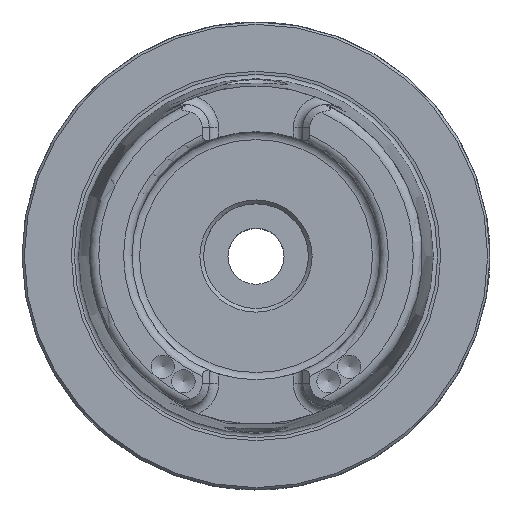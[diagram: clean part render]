
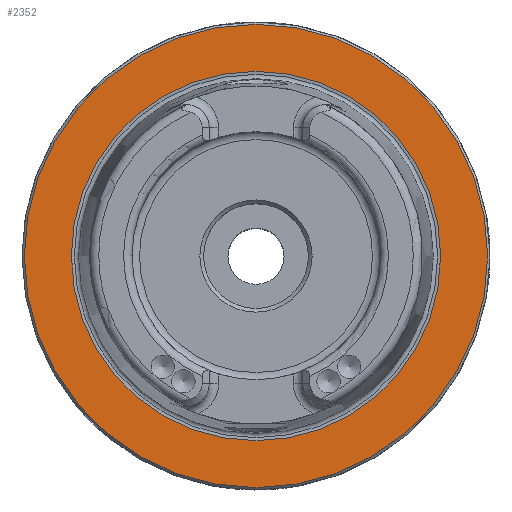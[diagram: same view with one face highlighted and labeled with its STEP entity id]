
A CAD part, top view. The second image highlights one B-rep face of the part: STEP entity #2352.
In plain terms, the highlighted planar face has unit normal (0, 0, 1).
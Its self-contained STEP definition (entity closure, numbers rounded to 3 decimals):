
#355=PLANE('',#2642);
#736=ORIENTED_EDGE('',*,*,#1167,.T.);
#737=ORIENTED_EDGE('',*,*,#1166,.F.);
#1166=EDGE_CURVE('',#1437,#1437,#1634,.T.);
#1167=EDGE_CURVE('',#1438,#1438,#1635,.T.);
#1437=VERTEX_POINT('',#4166);
#1438=VERTEX_POINT('',#4169);
#1634=CIRCLE('',#2641,39.461);
#1635=CIRCLE('',#2643,49.5);
#1871=EDGE_LOOP('',(#736));
#1872=EDGE_LOOP('',(#737));
#2131=FACE_BOUND('',#1871,.T.);
#2132=FACE_BOUND('',#1872,.T.);
#2352=ADVANCED_FACE('',(#2131,#2132),#355,.T.);
#2641=AXIS2_PLACEMENT_3D('',#4165,#3219,#3220);
#2642=AXIS2_PLACEMENT_3D('',#4167,#3221,#3222);
#2643=AXIS2_PLACEMENT_3D('',#4168,#3223,#3224);
#3219=DIRECTION('',(0.,0.,1.));
#3220=DIRECTION('',(1.,0.,0.));
#3221=DIRECTION('',(0.,0.,1.));
#3222=DIRECTION('',(1.,0.,0.));
#3223=DIRECTION('',(0.,0.,1.));
#3224=DIRECTION('',(1.,0.,0.));
#4165=CARTESIAN_POINT('',(0.,0.,0.));
#4166=CARTESIAN_POINT('',(39.461,0.,0.));
#4167=CARTESIAN_POINT('',(49.5,0.,0.));
#4168=CARTESIAN_POINT('',(0.,0.,0.));
#4169=CARTESIAN_POINT('',(49.5,0.,0.));
